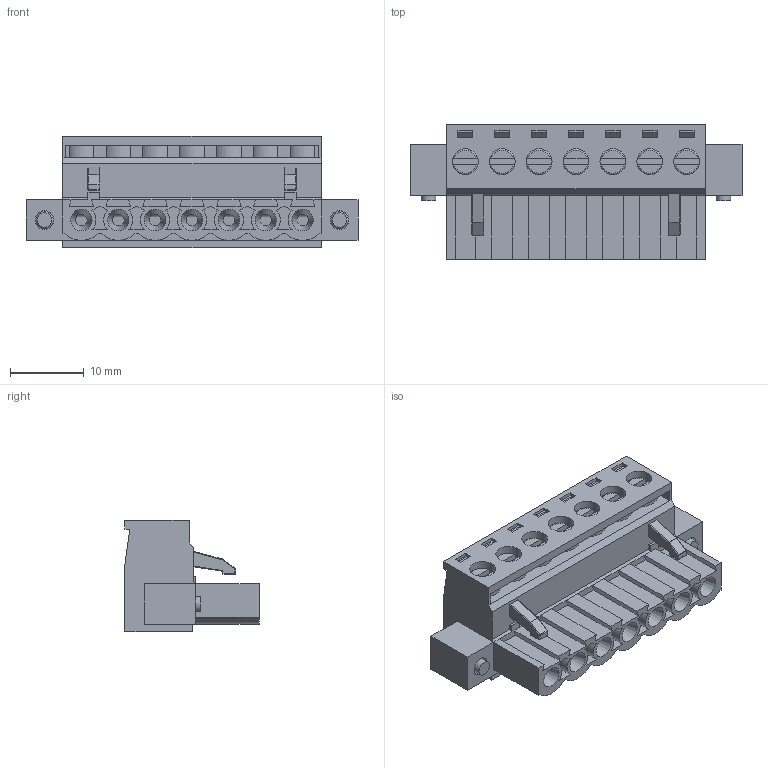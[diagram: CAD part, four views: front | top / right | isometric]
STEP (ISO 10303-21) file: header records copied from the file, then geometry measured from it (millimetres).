
FILE_DESCRIPTION( ( 'Unknown' ), '1' );
FILE_NAME( '691343710007.stp', 'Unknown', ( 'Unknown' ), ( 'Unknown' ), 'PSStep 18.0.17', 'Unknown', ' ' );
FILE_SCHEMA( ( 'AUTOMOTIVE_DESIGN { 1 0 10303 214 1 1 1 1 }' ) );
Length unit declared in the file: millimetre
Products named in the file (7): Assem1; 6913437100xxCAGE; 6913437100xx_VIS_FLANGE; 6913437100xx_PIN; 6913437100xx_VIS; 691343710007; 691343710007_COFFRE
Assembly tree (25 placements, depth 2):
  Assem1
    6913437100xxCAGE  x7
    6913437100xx_VIS_FLANGE  x2
    6913437100xx_PIN  x7
    6913437100xx_VIS  x7
    691343710007
    691343710007_COFFRE
Bounding box: 45 x 18.2 x 15.1 mm (x, y, z)
Volume: 4140.3 mm3; surface area: 10921.2 mm2
Topology: 25 solids, 25 shells, 1576 faces, 4317 edges, 2816 vertices
Faces by surface type: plane 1099, cylinder 411, cone 30, torus 20, sphere 16
Full cylindrical faces by diameter (mm): 2 x2, 2.4 x2, 2.5 x2, 2.7 x14, 3.5 x14, 3.8 x2, 4 x2
Entity records: 31661 total; most frequent: CARTESIAN_POINT 4501, ORIENTED_EDGE 4266, DIRECTION 4059, EDGE_CURVE 2133, LINE 1831, VECTOR 1831, VERTEX_POINT 1408, AXIS2_PLACEMENT_3D 1114
